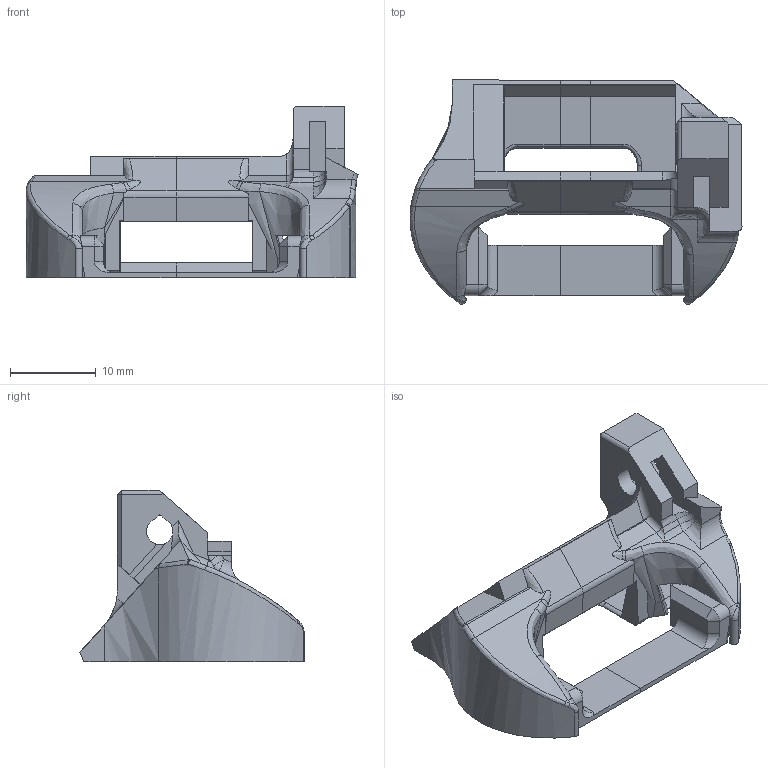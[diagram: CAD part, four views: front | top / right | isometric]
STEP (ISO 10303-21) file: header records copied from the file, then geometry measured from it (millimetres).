
FILE_DESCRIPTION(/* description */ (''),/* implementation_level */ '2;1');
FILE_NAME(/* name */ 'Fan shroud Mosquito.stp',/* time_stamp */ '2021-03-07T11:56:38+01:00',/* author */ ('SH'),/* organization */ (''),/* preprocessor_version */ 'ST-DEVELOPER v17',/* originating_system */ 'Autodesk Inventor 2019',/* authorisation */ '');
FILE_SCHEMA (('AUTOMOTIVE_DESIGN { 1 0 10303 214 3 1 1 }'));
Length unit declared in the file: millimetre
Products named in the file (3): Fan shroud Mosquito; fan-shroud-left; fan-shroud-right
Assembly tree (2 placements, depth 2):
  Fan shroud Mosquito
    fan-shroud-left
    fan-shroud-right
Bounding box: 38.65 x 26.11 x 19.95 mm (x, y, z)
Volume: 2806.7 mm3; surface area: 3918 mm2
Topology: 2 solids, 2 shells, 381 faces, 1059 edges, 674 vertices
Faces by surface type: plane 169, bspline 158, cylinder 46, cone 5, torus 2, sphere 1
Entity records: 17124 total; most frequent: CARTESIAN_POINT 8191, ORIENTED_EDGE 2070, DIRECTION 1505, EDGE_CURVE 1035, VERTEX_POINT 654, LINE 509, VECTOR 509, AXIS2_PLACEMENT_3D 498
